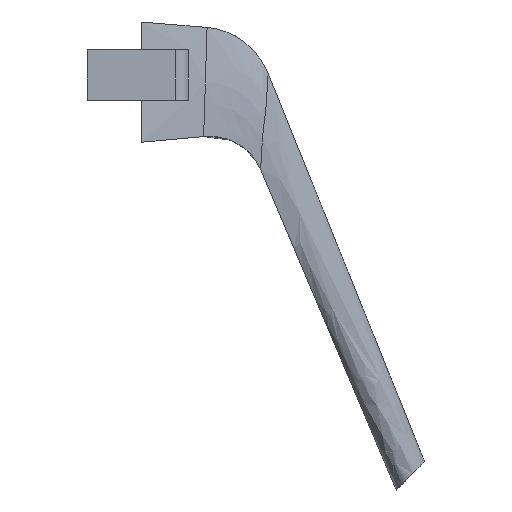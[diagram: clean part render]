
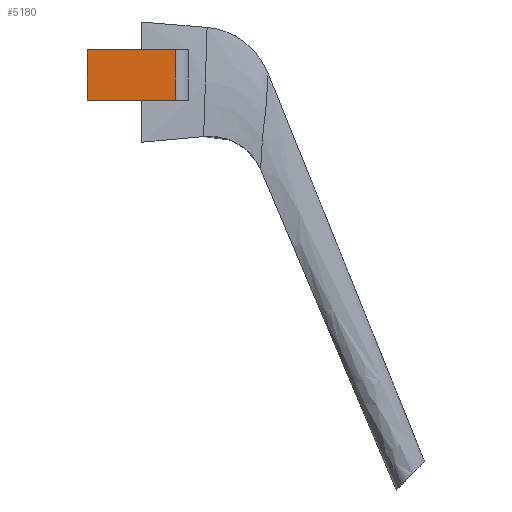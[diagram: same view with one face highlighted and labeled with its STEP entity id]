
A CAD part, left-side view. The second image highlights one B-rep face of the part: STEP entity #5180.
In plain terms, the highlighted planar face has unit normal (-1, 0, 0).
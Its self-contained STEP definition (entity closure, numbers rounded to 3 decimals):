
#2448 = PLANE('',#2449);
#2449 = AXIS2_PLACEMENT_3D('',#2450,#2451,#2452);
#2450 = CARTESIAN_POINT('',(-17.33,1.22,46.));
#2451 = DIRECTION('',(0.,0.,1.));
#2452 = DIRECTION('',(1.,0.,0.));
#2543 = PLANE('',#2544);
#2544 = AXIS2_PLACEMENT_3D('',#2545,#2546,#2547);
#2545 = CARTESIAN_POINT('',(-17.33,1.22,42.));
#2546 = DIRECTION('',(0.,0.,1.));
#2547 = DIRECTION('',(1.,0.,0.));
#3730 = VERTEX_POINT('',#3731);
#3731 = CARTESIAN_POINT('',(-19.996,5.31,42.));
#3745 = PLANE('',#3746);
#3746 = AXIS2_PLACEMENT_3D('',#3747,#3748,#3749);
#3747 = CARTESIAN_POINT('',(-17.808,5.31,42.));
#3748 = DIRECTION('',(0.,-1.,0.));
#3749 = DIRECTION('',(-1.,0.,0.));
#3757 = EDGE_CURVE('',#3730,#3758,#3760,.T.);
#3758 = VERTEX_POINT('',#3759);
#3759 = CARTESIAN_POINT('',(-19.996,-1.693,42.));
#3760 = SURFACE_CURVE('',#3761,(#3765,#3772),.PCURVE_S1.);
#3761 = LINE('',#3762,#3763);
#3762 = CARTESIAN_POINT('',(-19.996,5.31,42.));
#3763 = VECTOR('',#3764,1.);
#3764 = DIRECTION('',(0.,-1.,0.));
#3765 = PCURVE('',#2543,#3766);
#3766 = DEFINITIONAL_REPRESENTATION('',(#3767),#3771);
#3767 = LINE('',#3768,#3769);
#3768 = CARTESIAN_POINT('',(-2.667,4.09));
#3769 = VECTOR('',#3770,1.);
#3770 = DIRECTION('',(0.,-1.));
#3771 = ( GEOMETRIC_REPRESENTATION_CONTEXT(2) 
PARAMETRIC_REPRESENTATION_CONTEXT() REPRESENTATION_CONTEXT('2D SPACE',''
  ) );
#3772 = PCURVE('',#3773,#3778);
#3773 = PLANE('',#3774);
#3774 = AXIS2_PLACEMENT_3D('',#3775,#3776,#3777);
#3775 = CARTESIAN_POINT('',(-19.996,5.31,42.));
#3776 = DIRECTION('',(1.,0.,0.));
#3777 = DIRECTION('',(0.,-1.,0.));
#3778 = DEFINITIONAL_REPRESENTATION('',(#3779),#3783);
#3779 = LINE('',#3780,#3781);
#3780 = CARTESIAN_POINT('',(0.,0.));
#3781 = VECTOR('',#3782,1.);
#3782 = DIRECTION('',(1.,0.));
#3783 = ( GEOMETRIC_REPRESENTATION_CONTEXT(2) 
PARAMETRIC_REPRESENTATION_CONTEXT() REPRESENTATION_CONTEXT('2D SPACE',''
  ) );
#3802 = CYLINDRICAL_SURFACE('',#3803,1.);
#3803 = AXIS2_PLACEMENT_3D('',#3804,#3805,#3806);
#3804 = CARTESIAN_POINT('',(-18.996,-1.693,42.));
#3805 = DIRECTION('',(-0.,-0.,-1.));
#3806 = DIRECTION('',(1.,0.,0.));
#4029 = VERTEX_POINT('',#4030);
#4030 = CARTESIAN_POINT('',(-19.996,5.31,46.));
#4051 = EDGE_CURVE('',#4029,#4052,#4054,.T.);
#4052 = VERTEX_POINT('',#4053);
#4053 = CARTESIAN_POINT('',(-19.996,-1.693,46.));
#4054 = SURFACE_CURVE('',#4055,(#4059,#4066),.PCURVE_S1.);
#4055 = LINE('',#4056,#4057);
#4056 = CARTESIAN_POINT('',(-19.996,5.31,46.));
#4057 = VECTOR('',#4058,1.);
#4058 = DIRECTION('',(0.,-1.,0.));
#4059 = PCURVE('',#2448,#4060);
#4060 = DEFINITIONAL_REPRESENTATION('',(#4061),#4065);
#4061 = LINE('',#4062,#4063);
#4062 = CARTESIAN_POINT('',(-2.667,4.09));
#4063 = VECTOR('',#4064,1.);
#4064 = DIRECTION('',(0.,-1.));
#4065 = ( GEOMETRIC_REPRESENTATION_CONTEXT(2) 
PARAMETRIC_REPRESENTATION_CONTEXT() REPRESENTATION_CONTEXT('2D SPACE',''
  ) );
#4066 = PCURVE('',#3773,#4067);
#4067 = DEFINITIONAL_REPRESENTATION('',(#4068),#4072);
#4068 = LINE('',#4069,#4070);
#4069 = CARTESIAN_POINT('',(0.,-4.));
#4070 = VECTOR('',#4071,1.);
#4071 = DIRECTION('',(1.,0.));
#4072 = ( GEOMETRIC_REPRESENTATION_CONTEXT(2) 
PARAMETRIC_REPRESENTATION_CONTEXT() REPRESENTATION_CONTEXT('2D SPACE',''
  ) );
#5071 = EDGE_CURVE('',#3730,#4029,#5072,.T.);
#5072 = SURFACE_CURVE('',#5073,(#5077,#5084),.PCURVE_S1.);
#5073 = LINE('',#5074,#5075);
#5074 = CARTESIAN_POINT('',(-19.996,5.31,42.));
#5075 = VECTOR('',#5076,1.);
#5076 = DIRECTION('',(0.,0.,1.));
#5077 = PCURVE('',#3745,#5078);
#5078 = DEFINITIONAL_REPRESENTATION('',(#5079),#5083);
#5079 = LINE('',#5080,#5081);
#5080 = CARTESIAN_POINT('',(2.188,0.));
#5081 = VECTOR('',#5082,1.);
#5082 = DIRECTION('',(0.,-1.));
#5083 = ( GEOMETRIC_REPRESENTATION_CONTEXT(2) 
PARAMETRIC_REPRESENTATION_CONTEXT() REPRESENTATION_CONTEXT('2D SPACE',''
  ) );
#5084 = PCURVE('',#3773,#5085);
#5085 = DEFINITIONAL_REPRESENTATION('',(#5086),#5090);
#5086 = LINE('',#5087,#5088);
#5087 = CARTESIAN_POINT('',(0.,0.));
#5088 = VECTOR('',#5089,1.);
#5089 = DIRECTION('',(0.,-1.));
#5090 = ( GEOMETRIC_REPRESENTATION_CONTEXT(2) 
PARAMETRIC_REPRESENTATION_CONTEXT() REPRESENTATION_CONTEXT('2D SPACE',''
  ) );
#5157 = EDGE_CURVE('',#3758,#4052,#5158,.T.);
#5158 = SURFACE_CURVE('',#5159,(#5163,#5170),.PCURVE_S1.);
#5159 = LINE('',#5160,#5161);
#5160 = CARTESIAN_POINT('',(-19.996,-1.693,42.));
#5161 = VECTOR('',#5162,1.);
#5162 = DIRECTION('',(0.,0.,1.));
#5163 = PCURVE('',#3802,#5164);
#5164 = DEFINITIONAL_REPRESENTATION('',(#5165),#5169);
#5165 = LINE('',#5166,#5167);
#5166 = CARTESIAN_POINT('',(-3.142,0.));
#5167 = VECTOR('',#5168,1.);
#5168 = DIRECTION('',(-0.,-1.));
#5169 = ( GEOMETRIC_REPRESENTATION_CONTEXT(2) 
PARAMETRIC_REPRESENTATION_CONTEXT() REPRESENTATION_CONTEXT('2D SPACE',''
  ) );
#5170 = PCURVE('',#3773,#5171);
#5171 = DEFINITIONAL_REPRESENTATION('',(#5172),#5176);
#5172 = LINE('',#5173,#5174);
#5173 = CARTESIAN_POINT('',(7.003,0.));
#5174 = VECTOR('',#5175,1.);
#5175 = DIRECTION('',(0.,-1.));
#5176 = ( GEOMETRIC_REPRESENTATION_CONTEXT(2) 
PARAMETRIC_REPRESENTATION_CONTEXT() REPRESENTATION_CONTEXT('2D SPACE',''
  ) );
#5180 = ADVANCED_FACE('',(#5181),#3773,.F.);
#5181 = FACE_BOUND('',#5182,.F.);
#5182 = EDGE_LOOP('',(#5183,#5184,#5185,#5186));
#5183 = ORIENTED_EDGE('',*,*,#5071,.T.);
#5184 = ORIENTED_EDGE('',*,*,#4051,.T.);
#5185 = ORIENTED_EDGE('',*,*,#5157,.F.);
#5186 = ORIENTED_EDGE('',*,*,#3757,.F.);
